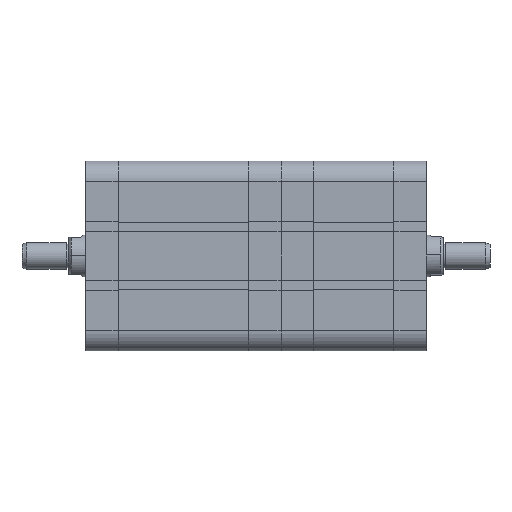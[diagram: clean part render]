
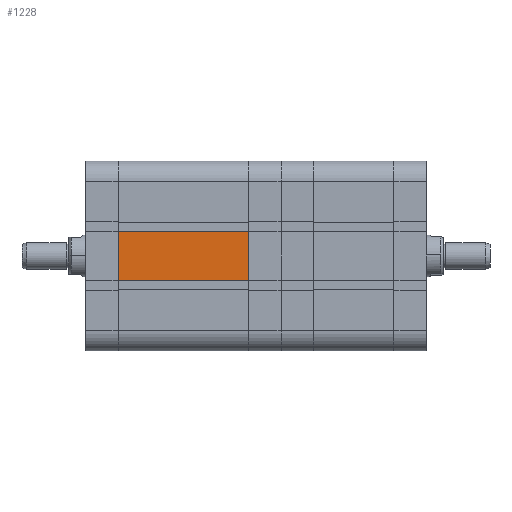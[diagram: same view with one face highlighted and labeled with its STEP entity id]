
A CAD part, front view. The second image highlights one B-rep face of the part: STEP entity #1228.
In plain terms, the highlighted planar face has unit normal (0, -1, 0).
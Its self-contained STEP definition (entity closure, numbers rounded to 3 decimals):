
#1228 = ADVANCED_FACE ( 'NONE', ( #3784 ), #30523, .F. ) ;
#3076 = VECTOR ( 'NONE', #25463, 1000. ) ;
#3784 = FACE_OUTER_BOUND ( 'NONE', #39006, .T. ) ;
#3961 = CARTESIAN_POINT ( 'NONE',  ( 0., -56.75, -56.75 ) ) ;
#5344 = LINE ( 'NONE', #8119, #16021 ) ;
#6939 = DIRECTION ( 'NONE',  ( 0., 0., -1. ) ) ;
#8119 = CARTESIAN_POINT ( 'NONE',  ( 78.001, -56.75, -14.7 ) ) ;
#8201 = VERTEX_POINT ( 'NONE', #17513 ) ;
#8843 = ORIENTED_EDGE ( 'NONE', *, *, #9532, .F. ) ;
#9140 = DIRECTION ( 'NONE',  ( 0., 1., 0. ) ) ;
#9532 = EDGE_CURVE ( 'NONE', #29554, #8201, #5344, .T. ) ;
#9627 = CARTESIAN_POINT ( 'NONE',  ( 78., -56.75, 14.7 ) ) ;
#11263 = LINE ( 'NONE', #34684, #34688 ) ;
#12025 = VERTEX_POINT ( 'NONE', #9627 ) ;
#12679 = LINE ( 'NONE', #3961, #22959 ) ;
#15849 = DIRECTION ( 'NONE',  ( 0., 0., 1. ) ) ;
#16021 = VECTOR ( 'NONE', #29532, 1000. ) ;
#16262 = VERTEX_POINT ( 'NONE', #31396 ) ;
#17513 = CARTESIAN_POINT ( 'NONE',  ( 0., -56.75, -14.7 ) ) ;
#18936 = CARTESIAN_POINT ( 'NONE',  ( 78., -56.75, -56.75 ) ) ;
#22759 = DIRECTION ( 'NONE',  ( -1., 0., 0. ) ) ;
#22959 = VECTOR ( 'NONE', #6939, 1000. ) ;
#24704 = EDGE_CURVE ( 'NONE', #12025, #16262, #11263, .T. ) ;
#25463 = DIRECTION ( 'NONE',  ( 0., 0., -1. ) ) ;
#25491 = EDGE_CURVE ( 'NONE', #12025, #29554, #31043, .T. ) ;
#27952 = ORIENTED_EDGE ( 'NONE', *, *, #25491, .F. ) ;
#29471 = AXIS2_PLACEMENT_3D ( 'NONE', #36324, #9140, #15849 ) ;
#29532 = DIRECTION ( 'NONE',  ( -1., 0., 0. ) ) ;
#29540 = CARTESIAN_POINT ( 'NONE',  ( 78., -56.75, -14.7 ) ) ;
#29554 = VERTEX_POINT ( 'NONE', #29540 ) ;
#30523 = PLANE ( 'NONE',  #29471 ) ;
#30907 = ORIENTED_EDGE ( 'NONE', *, *, #32012, .T. ) ;
#31043 = LINE ( 'NONE', #18936, #3076 ) ;
#31396 = CARTESIAN_POINT ( 'NONE',  ( 0., -56.75, 14.7 ) ) ;
#32012 = EDGE_CURVE ( 'NONE', #16262, #8201, #12679, .T. ) ;
#34684 = CARTESIAN_POINT ( 'NONE',  ( 78.001, -56.75, 14.7 ) ) ;
#34688 = VECTOR ( 'NONE', #22759, 1000. ) ;
#35762 = ORIENTED_EDGE ( 'NONE', *, *, #24704, .T. ) ;
#36324 = CARTESIAN_POINT ( 'NONE',  ( 78., -56.75, -56.75 ) ) ;
#39006 = EDGE_LOOP ( 'NONE', ( #35762, #30907, #8843, #27952 ) ) ;
